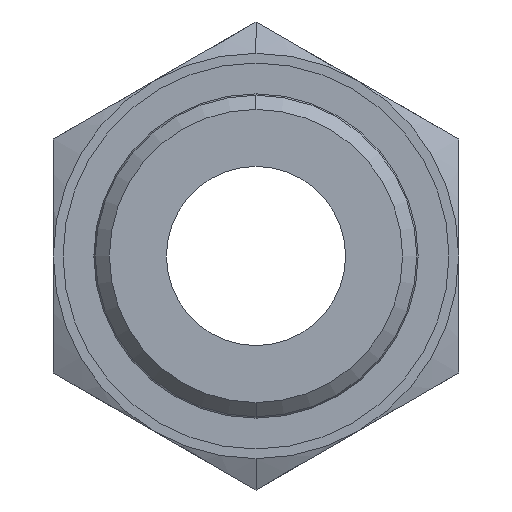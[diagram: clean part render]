
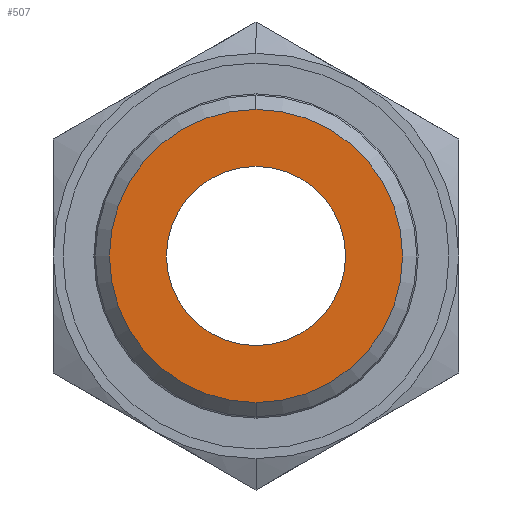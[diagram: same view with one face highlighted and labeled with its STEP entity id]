
A CAD part, left-side view. The second image highlights one B-rep face of the part: STEP entity #507.
In plain terms, the highlighted planar face has unit normal (-1, 0, 0).
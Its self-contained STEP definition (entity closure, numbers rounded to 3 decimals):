
#16 = FACE_OUTER_BOUND ( 'NONE', #840, .T. ) ;
#88 = EDGE_CURVE ( 'NONE', #925, #944, #481, .T. ) ;
#93 = CARTESIAN_POINT ( 'NONE',  ( 0., 0., -7.366 ) ) ;
#114 = FACE_BOUND ( 'NONE', #629, .T. ) ;
#171 = EDGE_CURVE ( 'NONE', #624, #829, #417, .T. ) ;
#188 = DIRECTION ( 'NONE',  ( -1., 0., 0. ) ) ;
#233 = CARTESIAN_POINT ( 'NONE',  ( 0., 0., 0. ) ) ;
#237 = CARTESIAN_POINT ( 'NONE',  ( 0., 0., 0. ) ) ;
#304 = CARTESIAN_POINT ( 'NONE',  ( 0., 0., 7.366 ) ) ;
#306 = AXIS2_PLACEMENT_3D ( 'NONE', #237, #1216, #927 ) ;
#312 = DIRECTION ( 'NONE',  ( 1., 0., 0. ) ) ;
#332 = DIRECTION ( 'NONE',  ( 1., 0., 0. ) ) ;
#417 = CIRCLE ( 'NONE', #1239, 12.059 ) ;
#431 = ORIENTED_EDGE ( 'NONE', *, *, #1052, .T. ) ;
#481 = CIRCLE ( 'NONE', #892, 7.366 ) ;
#500 = PLANE ( 'NONE',  #1117 ) ;
#507 = ADVANCED_FACE ( 'NONE', ( #16, #114 ), #500, .T. ) ;
#528 = CARTESIAN_POINT ( 'NONE',  ( 0., 0., 12.059 ) ) ;
#556 = DIRECTION ( 'NONE',  ( 0., 0., -1. ) ) ;
#624 = VERTEX_POINT ( 'NONE', #528 ) ;
#627 = ORIENTED_EDGE ( 'NONE', *, *, #171, .F. ) ;
#629 = EDGE_LOOP ( 'NONE', ( #431, #1223 ) ) ;
#708 = DIRECTION ( 'NONE',  ( 0., 0., -1. ) ) ;
#750 = EDGE_CURVE ( 'NONE', #829, #624, #1167, .T. ) ;
#796 = CARTESIAN_POINT ( 'NONE',  ( 0., 0., 0. ) ) ;
#829 = VERTEX_POINT ( 'NONE', #1162 ) ;
#840 = EDGE_LOOP ( 'NONE', ( #1050, #627 ) ) ;
#865 = CIRCLE ( 'NONE', #306, 7.366 ) ;
#892 = AXIS2_PLACEMENT_3D ( 'NONE', #796, #312, #708 ) ;
#925 = VERTEX_POINT ( 'NONE', #304 ) ;
#927 = DIRECTION ( 'NONE',  ( 0., 0., -1. ) ) ;
#944 = VERTEX_POINT ( 'NONE', #93 ) ;
#1050 = ORIENTED_EDGE ( 'NONE', *, *, #750, .F. ) ;
#1052 = EDGE_CURVE ( 'NONE', #944, #925, #865, .T. ) ;
#1083 = AXIS2_PLACEMENT_3D ( 'NONE', #1150, #1225, #556 ) ;
#1110 = DIRECTION ( 'NONE',  ( 0., 0., -1. ) ) ;
#1117 = AXIS2_PLACEMENT_3D ( 'NONE', #1265, #188, #1185 ) ;
#1150 = CARTESIAN_POINT ( 'NONE',  ( 0., 0., 0. ) ) ;
#1162 = CARTESIAN_POINT ( 'NONE',  ( 0., 0., -12.059 ) ) ;
#1167 = CIRCLE ( 'NONE', #1083, 12.059 ) ;
#1185 = DIRECTION ( 'NONE',  ( 0., 0., 1. ) ) ;
#1216 = DIRECTION ( 'NONE',  ( 1., 0., 0. ) ) ;
#1223 = ORIENTED_EDGE ( 'NONE', *, *, #88, .T. ) ;
#1225 = DIRECTION ( 'NONE',  ( 1., 0., 0. ) ) ;
#1239 = AXIS2_PLACEMENT_3D ( 'NONE', #233, #332, #1110 ) ;
#1265 = CARTESIAN_POINT ( 'NONE',  ( 0., 0., -6.029 ) ) ;
